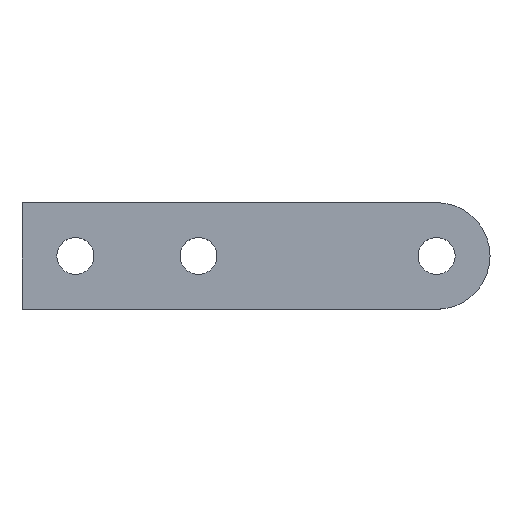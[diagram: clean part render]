
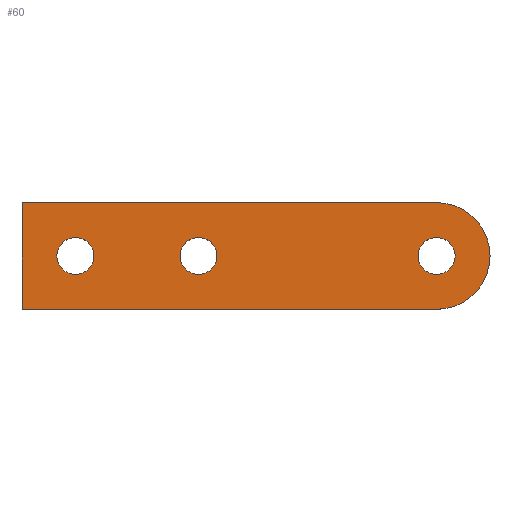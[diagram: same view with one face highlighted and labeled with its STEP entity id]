
A CAD part, top view. The second image highlights one B-rep face of the part: STEP entity #60.
In plain terms, the highlighted planar face has unit normal (0, 0, 1).
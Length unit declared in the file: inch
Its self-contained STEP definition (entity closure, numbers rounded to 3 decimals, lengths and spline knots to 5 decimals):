
#60=ADVANCED_FACE('',(#118,#119,#120,#121),#122,.T.);
#118=FACE_BOUND('',#186,.T.);
#119=FACE_BOUND('',#187,.T.);
#120=FACE_BOUND('',#188,.T.);
#121=FACE_OUTER_BOUND('',#189,.T.);
#122=PLANE('',#190);
#186=EDGE_LOOP('',(#265,#266));
#187=EDGE_LOOP('',(#267,#268));
#188=EDGE_LOOP('',(#269,#270));
#189=EDGE_LOOP('',(#271,#272,#273,#274,#275));
#190=AXIS2_PLACEMENT_3D('',#276,#277,#278);
#265=ORIENTED_EDGE('',*,*,#378,.F.);
#266=ORIENTED_EDGE('',*,*,#379,.F.);
#267=ORIENTED_EDGE('',*,*,#374,.F.);
#268=ORIENTED_EDGE('',*,*,#380,.F.);
#269=ORIENTED_EDGE('',*,*,#381,.F.);
#270=ORIENTED_EDGE('',*,*,#361,.F.);
#271=ORIENTED_EDGE('',*,*,#363,.F.);
#272=ORIENTED_EDGE('',*,*,#382,.F.);
#273=ORIENTED_EDGE('',*,*,#368,.F.);
#274=ORIENTED_EDGE('',*,*,#383,.F.);
#275=ORIENTED_EDGE('',*,*,#384,.F.);
#276=CARTESIAN_POINT('',(0.77633,0.,0.25));
#277=DIRECTION('',(0.0,0.0,1.0));
#278=DIRECTION('',(1.0,0.0,0.0));
#361=EDGE_CURVE('',#410,#406,#412,.T.);
#363=EDGE_CURVE('',#414,#415,#416,.T.);
#368=EDGE_CURVE('',#423,#424,#425,.T.);
#374=EDGE_CURVE('',#433,#435,#436,.T.);
#378=EDGE_CURVE('',#441,#442,#443,.T.);
#379=EDGE_CURVE('',#442,#441,#444,.T.);
#380=EDGE_CURVE('',#435,#433,#445,.T.);
#381=EDGE_CURVE('',#406,#410,#446,.T.);
#382=EDGE_CURVE('',#424,#414,#447,.T.);
#383=EDGE_CURVE('',#448,#423,#449,.T.);
#384=EDGE_CURVE('',#415,#448,#450,.T.);
#406=VERTEX_POINT('',#475);
#410=VERTEX_POINT('',#480);
#412=CIRCLE('',#483,0.28125);
#414=VERTEX_POINT('',#485);
#415=VERTEX_POINT('',#486);
#416=LINE('',#487,#488);
#423=VERTEX_POINT('',#498);
#424=VERTEX_POINT('',#499);
#425=LINE('',#500,#501);
#433=VERTEX_POINT('',#512);
#435=VERTEX_POINT('',#515);
#436=CIRCLE('',#516,0.28125);
#441=VERTEX_POINT('',#522);
#442=VERTEX_POINT('',#523);
#443=CIRCLE('',#524,0.28125);
#444=CIRCLE('',#525,0.28125);
#445=CIRCLE('',#526,0.28125);
#446=CIRCLE('',#527,0.28125);
#447=LINE('',#528,#529);
#448=VERTEX_POINT('',#530);
#449=CIRCLE('',#531,0.8125);
#450=CIRCLE('',#532,0.8125);
#475=CARTESIAN_POINT('',(0.34375,0.,0.25));
#480=CARTESIAN_POINT('',(-0.21875,0.,0.25));
#483=AXIS2_PLACEMENT_3D('',#564,#565,#566);
#485=CARTESIAN_POINT('',(-2.625,0.8125,0.25));
#486=CARTESIAN_POINT('',(3.6875,0.8125,0.25));
#487=CARTESIAN_POINT('',(3.6875,0.8125,0.25));
#488=VECTOR('',#567,1.0);
#498=CARTESIAN_POINT('',(3.6875,-0.8125,0.25));
#499=CARTESIAN_POINT('',(-2.625,-0.8125,0.25));
#500=CARTESIAN_POINT('',(-2.625,-0.8125,0.25));
#501=VECTOR('',#571,1.0);
#512=CARTESIAN_POINT('',(-1.53125,0.0,0.25));
#515=CARTESIAN_POINT('',(-2.09375,0.,0.25));
#516=AXIS2_PLACEMENT_3D('',#576,#577,#578);
#522=CARTESIAN_POINT('',(3.96875,0.0,0.25));
#523=CARTESIAN_POINT('',(3.40625,0.,0.25));
#524=AXIS2_PLACEMENT_3D('',#583,#584,#585);
#525=AXIS2_PLACEMENT_3D('',#586,#587,#588);
#526=AXIS2_PLACEMENT_3D('',#589,#590,#591);
#527=AXIS2_PLACEMENT_3D('',#592,#593,#594);
#528=CARTESIAN_POINT('',(-2.625,0.8125,0.25));
#529=VECTOR('',#595,1.0);
#530=CARTESIAN_POINT('',(4.5,0.,0.25));
#531=AXIS2_PLACEMENT_3D('',#596,#597,#598);
#532=AXIS2_PLACEMENT_3D('',#599,#600,#601);
#564=CARTESIAN_POINT('',(0.0625,0.,0.25));
#565=DIRECTION('',(0.0,0.0,1.0));
#566=DIRECTION('',(1.0,0.0,0.0));
#567=DIRECTION('',(1.0,0.0,0.0));
#571=DIRECTION('',(-1.0,0.,0.0));
#576=CARTESIAN_POINT('',(-1.8125,0.0,0.25));
#577=DIRECTION('',(0.0,0.0,1.0));
#578=DIRECTION('',(1.0,0.0,0.0));
#583=CARTESIAN_POINT('',(3.6875,0.0,0.25));
#584=DIRECTION('',(0.0,0.0,1.0));
#585=DIRECTION('',(1.0,0.0,0.0));
#586=CARTESIAN_POINT('',(3.6875,0.0,0.25));
#587=DIRECTION('',(0.0,0.0,1.0));
#588=DIRECTION('',(1.0,0.0,0.0));
#589=CARTESIAN_POINT('',(-1.8125,0.0,0.25));
#590=DIRECTION('',(0.0,0.0,1.0));
#591=DIRECTION('',(1.0,0.0,0.0));
#592=CARTESIAN_POINT('',(0.0625,0.,0.25));
#593=DIRECTION('',(0.0,0.0,1.0));
#594=DIRECTION('',(1.0,0.0,0.0));
#595=DIRECTION('',(0.,1.0,0.0));
#596=CARTESIAN_POINT('',(3.6875,0.0,0.25));
#597=DIRECTION('',(0.0,0.0,-1.0));
#598=DIRECTION('',(1.0,0.0,0.0));
#599=CARTESIAN_POINT('',(3.6875,0.0,0.25));
#600=DIRECTION('',(0.0,0.0,-1.0));
#601=DIRECTION('',(1.0,0.0,0.0));
